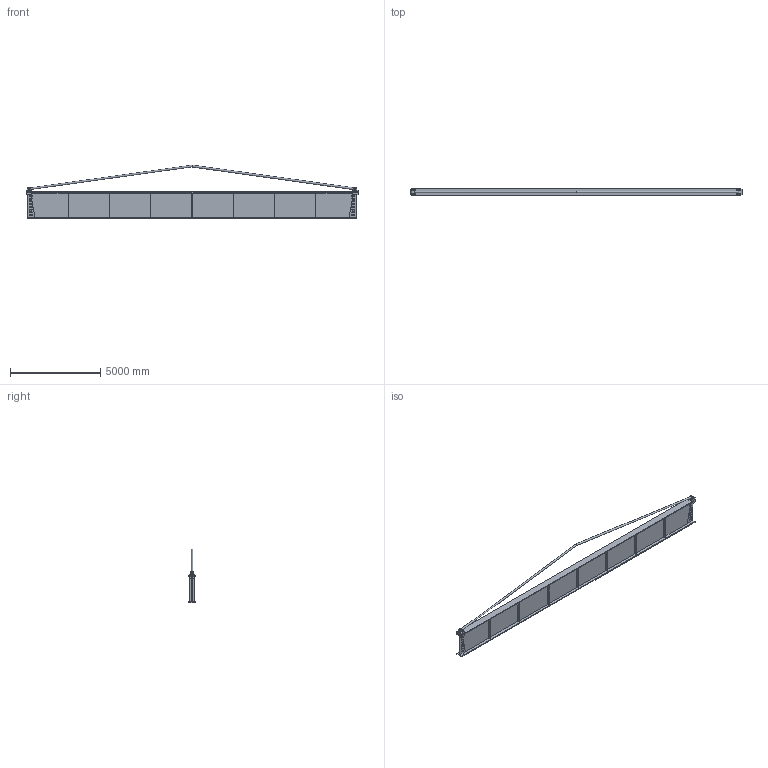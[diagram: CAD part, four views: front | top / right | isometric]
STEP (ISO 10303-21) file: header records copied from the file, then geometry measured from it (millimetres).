
FILE_DESCRIPTION(/* description */ ('STEP AP242','CAx-IF Rec.Pracs.---Representation and Presentation of Product Manufacturing Information (PMI)---4.0---2014-10-13','CAx-IF Rec.Pracs.---3D Tessellated Geometry---0.4---2014-09-14','2;1'),/* implementation_level */ '2;1');
FILE_NAME(/* name */ '643f906e1bb9861d567ef02c',/* time_stamp */ '2023-04-19T06:55:43+00:00',/* author */ (''),/* organization */ (''),/* preprocessor_version */ 'ST-DEVELOPER v18.102',/* originating_system */ ' ',/* authorisation */ ' ');
FILE_SCHEMA (('AP242_MANAGED_MODEL_BASED_3D_ENGINEERING_MIM_LF { 1 0 10303 442 1 1 4 }'));
Length unit declared in the file: metre
Products named in the file (10): Part 1; Part 7; Part 8; Part 9; Part 10; Part 11
Bounding box: 18402.3 x 381 x 2981.17 mm (x, y, z)
Volume: 2221412086.2 mm3; surface area: 93742381.7 mm2
Topology: 10 solids, 10 shells, 285 faces, 782 edges, 520 vertices
Faces by surface type: plane 193, cylinder 90, bspline 2
Full cylindrical faces by diameter (mm): 50.8 x32, 55.568 x1, 55.88 x1
Entity records: 9242 total; most frequent: CARTESIAN_POINT 1587, DIRECTION 1520, ORIENTED_EDGE 1492, EDGE_CURVE 746, LINE 558, VECTOR 558, VERTEX_POINT 520, AXIS2_PLACEMENT_3D 481
